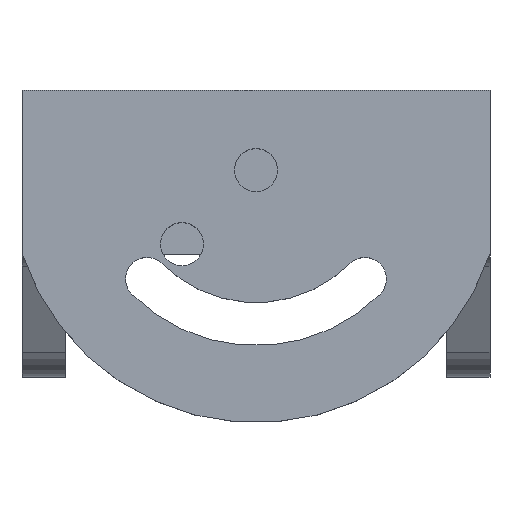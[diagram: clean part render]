
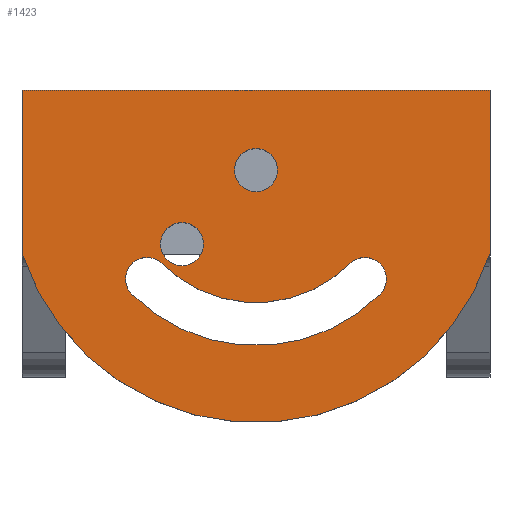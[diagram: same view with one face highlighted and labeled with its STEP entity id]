
A CAD part, top view. The second image highlights one B-rep face of the part: STEP entity #1423.
In plain terms, the highlighted planar face has unit normal (0, 0, 1).
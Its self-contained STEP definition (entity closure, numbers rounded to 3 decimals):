
#124 = LINE ( 'NONE', #3082, #639 ) ;
#152 = CARTESIAN_POINT ( 'NONE',  ( 0., -14.01, 54. ) ) ;
#165 = ORIENTED_EDGE ( 'NONE', *, *, #1373, .F. ) ;
#194 = CARTESIAN_POINT ( 'NONE',  ( 17.678, -30.678, 54. ) ) ;
#209 = DIRECTION ( 'NONE',  ( 1., 0., 0. ) ) ;
#270 = VERTEX_POINT ( 'NONE', #831 ) ;
#302 = DIRECTION ( 'NONE',  ( 1., 0., 0. ) ) ;
#376 = CIRCLE ( 'NONE', #1091, 28.5 ) ;
#390 = CIRCLE ( 'NONE', #861, 40. ) ;
#423 = DIRECTION ( 'NONE',  ( 1., 0., 0. ) ) ;
#429 = ORIENTED_EDGE ( 'NONE', *, *, #2790, .F. ) ;
#455 = DIRECTION ( 'NONE',  ( 0., 0., 1. ) ) ;
#500 = ORIENTED_EDGE ( 'NONE', *, *, #1078, .F. ) ;
#522 = AXIS2_PLACEMENT_3D ( 'NONE', #3303, #1862, #1875 ) ;
#537 = EDGE_CURVE ( 'NONE', #2614, #3097, #2631, .T. ) ;
#600 = ORIENTED_EDGE ( 'NONE', *, *, #1664, .F. ) ;
#603 = EDGE_CURVE ( 'NONE', #891, #2070, #3573, .T. ) ;
#618 = EDGE_LOOP ( 'NONE', ( #945, #429 ) ) ;
#639 = VECTOR ( 'NONE', #1623, 1000. ) ;
#667 = CARTESIAN_POINT ( 'NONE',  ( 38., 0., 54. ) ) ;
#746 = CIRCLE ( 'NONE', #969, 3.5 ) ;
#764 = CARTESIAN_POINT ( 'NONE',  ( -38., 0., 54. ) ) ;
#830 = DIRECTION ( 'NONE',  ( 0., 0., 1. ) ) ;
#831 = CARTESIAN_POINT ( 'NONE',  ( -38., -26.5, 54. ) ) ;
#834 = CIRCLE ( 'NONE', #1371, 3.5 ) ;
#852 = ORIENTED_EDGE ( 'NONE', *, *, #3155, .T. ) ;
#861 = AXIS2_PLACEMENT_3D ( 'NONE', #2301, #830, #1724 ) ;
#883 = CIRCLE ( 'NONE', #1486, 3.5 ) ;
#891 = VERTEX_POINT ( 'NONE', #667 ) ;
#945 = ORIENTED_EDGE ( 'NONE', *, *, #537, .F. ) ;
#969 = AXIS2_PLACEMENT_3D ( 'NONE', #1747, #1755, #3440 ) ;
#1002 = AXIS2_PLACEMENT_3D ( 'NONE', #1836, #2418, #423 ) ;
#1022 = FACE_BOUND ( 'NONE', #2606, .T. ) ;
#1066 = CARTESIAN_POINT ( 'NONE',  ( -15.203, -28.203, 54. ) ) ;
#1078 = EDGE_CURVE ( 'NONE', #3680, #1460, #3568, .T. ) ;
#1079 = EDGE_CURVE ( 'NONE', #2872, #2216, #746, .T. ) ;
#1091 = AXIS2_PLACEMENT_3D ( 'NONE', #1742, #1765, #1791 ) ;
#1115 = EDGE_LOOP ( 'NONE', ( #3086, #3356 ) ) ;
#1208 = CARTESIAN_POINT ( 'NONE',  ( 0., -13., 54. ) ) ;
#1233 = CARTESIAN_POINT ( 'NONE',  ( 15.203, -28.203, 54. ) ) ;
#1242 = CARTESIAN_POINT ( 'NONE',  ( -21.178, -30.678, 54. ) ) ;
#1256 = VERTEX_POINT ( 'NONE', #1242 ) ;
#1282 = AXIS2_PLACEMENT_3D ( 'NONE', #1208, #2915, #2056 ) ;
#1334 = ORIENTED_EDGE ( 'NONE', *, *, #2840, .T. ) ;
#1336 = VECTOR ( 'NONE', #2214, 1000. ) ;
#1359 = CARTESIAN_POINT ( 'NONE',  ( -15.52, -25.02, 54. ) ) ;
#1371 = AXIS2_PLACEMENT_3D ( 'NONE', #3602, #455, #209 ) ;
#1373 = EDGE_CURVE ( 'NONE', #1256, #1448, #2146, .T. ) ;
#1423 = ADVANCED_FACE ( 'NONE', ( #1772, #1823, #2987, #1022 ), #3556, .T. ) ;
#1427 = EDGE_CURVE ( 'NONE', #3080, #891, #124, .T. ) ;
#1434 = CARTESIAN_POINT ( 'NONE',  ( -3.5, -13., 54. ) ) ;
#1448 = VERTEX_POINT ( 'NONE', #3658 ) ;
#1460 = VERTEX_POINT ( 'NONE', #1066 ) ;
#1486 = AXIS2_PLACEMENT_3D ( 'NONE', #3410, #2851, #3424 ) ;
#1564 = VECTOR ( 'NONE', #3224, 1000. ) ;
#1570 = ORIENTED_EDGE ( 'NONE', *, *, #2206, .F. ) ;
#1601 = ORIENTED_EDGE ( 'NONE', *, *, #603, .T. ) ;
#1623 = DIRECTION ( 'NONE',  ( 0., 1., 0. ) ) ;
#1645 = LINE ( 'NONE', #764, #1336 ) ;
#1656 = AXIS2_PLACEMENT_3D ( 'NONE', #194, #1892, #3638 ) ;
#1664 = EDGE_CURVE ( 'NONE', #1448, #3446, #376, .T. ) ;
#1724 = DIRECTION ( 'NONE',  ( 1., 0., 0. ) ) ;
#1742 = CARTESIAN_POINT ( 'NONE',  ( 0., -13., 54. ) ) ;
#1747 = CARTESIAN_POINT ( 'NONE',  ( -12.02, -25.02, 54. ) ) ;
#1755 = DIRECTION ( 'NONE',  ( 0., 0., 1. ) ) ;
#1765 = DIRECTION ( 'NONE',  ( 0., 0., 1. ) ) ;
#1772 = FACE_BOUND ( 'NONE', #618, .T. ) ;
#1791 = DIRECTION ( 'NONE',  ( 1., 0., 0. ) ) ;
#1823 = FACE_BOUND ( 'NONE', #1115, .T. ) ;
#1836 = CARTESIAN_POINT ( 'NONE',  ( -12.02, -25.02, 54. ) ) ;
#1862 = DIRECTION ( 'NONE',  ( 0., 0., 1. ) ) ;
#1875 = DIRECTION ( 'NONE',  ( 1., 0., 0. ) ) ;
#1892 = DIRECTION ( 'NONE',  ( 0., 0., 1. ) ) ;
#2015 = CIRCLE ( 'NONE', #1002, 3.5 ) ;
#2018 = DIRECTION ( 'NONE',  ( 0., 0., -1. ) ) ;
#2027 = CARTESIAN_POINT ( 'NONE',  ( 0., -13., 54. ) ) ;
#2056 = DIRECTION ( 'NONE',  ( 1., 0., 0. ) ) ;
#2070 = VERTEX_POINT ( 'NONE', #2689 ) ;
#2146 = CIRCLE ( 'NONE', #522, 3.5 ) ;
#2206 = EDGE_CURVE ( 'NONE', #3446, #3680, #2879, .T. ) ;
#2214 = DIRECTION ( 'NONE',  ( 0., -1., 0. ) ) ;
#2216 = VERTEX_POINT ( 'NONE', #1359 ) ;
#2301 = CARTESIAN_POINT ( 'NONE',  ( 0., -14.01, 54. ) ) ;
#2320 = CARTESIAN_POINT ( 'NONE',  ( 38., -26.5, 54. ) ) ;
#2367 = CARTESIAN_POINT ( 'NONE',  ( 3.5, -13., 54. ) ) ;
#2418 = DIRECTION ( 'NONE',  ( 0., 0., 1. ) ) ;
#2487 = DIRECTION ( 'NONE',  ( 1., 0., 0. ) ) ;
#2606 = EDGE_LOOP ( 'NONE', ( #600, #165, #2800, #500, #1570 ) ) ;
#2614 = VERTEX_POINT ( 'NONE', #2367 ) ;
#2631 = CIRCLE ( 'NONE', #1282, 3.5 ) ;
#2672 = EDGE_CURVE ( 'NONE', #2216, #2872, #2015, .T. ) ;
#2689 = CARTESIAN_POINT ( 'NONE',  ( -38., 0., 54. ) ) ;
#2790 = EDGE_CURVE ( 'NONE', #3097, #2614, #834, .T. ) ;
#2800 = ORIENTED_EDGE ( 'NONE', *, *, #3118, .F. ) ;
#2840 = EDGE_CURVE ( 'NONE', #2070, #270, #1645, .T. ) ;
#2851 = DIRECTION ( 'NONE',  ( 0., 0., 1. ) ) ;
#2872 = VERTEX_POINT ( 'NONE', #3629 ) ;
#2879 = CIRCLE ( 'NONE', #1656, 3.5 ) ;
#2915 = DIRECTION ( 'NONE',  ( 0., 0., 1. ) ) ;
#2943 = CARTESIAN_POINT ( 'NONE',  ( 38., 0., 54. ) ) ;
#2979 = CARTESIAN_POINT ( 'NONE',  ( 20.153, -33.153, 54. ) ) ;
#2987 = FACE_OUTER_BOUND ( 'NONE', #3092, .T. ) ;
#3080 = VERTEX_POINT ( 'NONE', #2320 ) ;
#3082 = CARTESIAN_POINT ( 'NONE',  ( 38., 0., 54. ) ) ;
#3086 = ORIENTED_EDGE ( 'NONE', *, *, #1079, .F. ) ;
#3092 = EDGE_LOOP ( 'NONE', ( #852, #3320, #1601, #1334 ) ) ;
#3097 = VERTEX_POINT ( 'NONE', #1434 ) ;
#3118 = EDGE_CURVE ( 'NONE', #1460, #1256, #883, .T. ) ;
#3155 = EDGE_CURVE ( 'NONE', #270, #3080, #390, .T. ) ;
#3224 = DIRECTION ( 'NONE',  ( -1., 0., 0. ) ) ;
#3283 = AXIS2_PLACEMENT_3D ( 'NONE', #2027, #2018, #302 ) ;
#3303 = CARTESIAN_POINT ( 'NONE',  ( -17.678, -30.678, 54. ) ) ;
#3320 = ORIENTED_EDGE ( 'NONE', *, *, #1427, .T. ) ;
#3356 = ORIENTED_EDGE ( 'NONE', *, *, #2672, .F. ) ;
#3410 = CARTESIAN_POINT ( 'NONE',  ( -17.678, -30.678, 54. ) ) ;
#3424 = DIRECTION ( 'NONE',  ( 1., 0., 0. ) ) ;
#3440 = DIRECTION ( 'NONE',  ( 1., 0., 0. ) ) ;
#3446 = VERTEX_POINT ( 'NONE', #2979 ) ;
#3518 = AXIS2_PLACEMENT_3D ( 'NONE', #152, #3632, #2487 ) ;
#3556 = PLANE ( 'NONE',  #3518 ) ;
#3568 = CIRCLE ( 'NONE', #3283, 21.5 ) ;
#3573 = LINE ( 'NONE', #2943, #1564 ) ;
#3602 = CARTESIAN_POINT ( 'NONE',  ( 0., -13., 54. ) ) ;
#3629 = CARTESIAN_POINT ( 'NONE',  ( -8.52, -25.02, 54. ) ) ;
#3632 = DIRECTION ( 'NONE',  ( 0., 0., 1. ) ) ;
#3638 = DIRECTION ( 'NONE',  ( 1., 0., 0. ) ) ;
#3658 = CARTESIAN_POINT ( 'NONE',  ( -20.153, -33.153, 54. ) ) ;
#3680 = VERTEX_POINT ( 'NONE', #1233 ) ;
